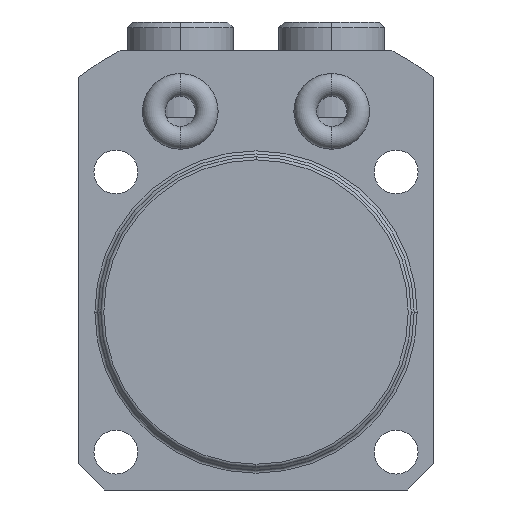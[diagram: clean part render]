
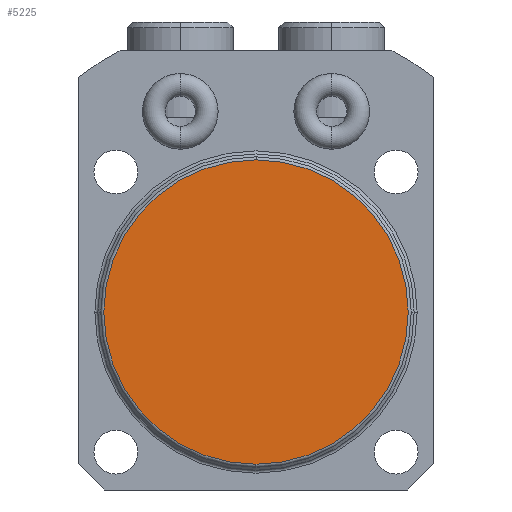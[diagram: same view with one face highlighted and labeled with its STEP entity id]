
A CAD part, front view. The second image highlights one B-rep face of the part: STEP entity #5225.
In plain terms, the highlighted planar face has unit normal (0, -1, 0).
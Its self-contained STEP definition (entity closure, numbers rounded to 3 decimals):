
#1264=CARTESIAN_POINT('',(0.,-50.,0.));
#1265=DIRECTION('',(0.,-1.,0.));
#1266=DIRECTION('',(0.,0.,1.));
#1267=AXIS2_PLACEMENT_3D('',#1264,#1265,#1266);
#1272=CARTESIAN_POINT('',(0.,-50.,0.));
#1273=DIRECTION('',(0.,-1.,0.));
#1274=DIRECTION('',(0.,0.,-1.));
#1275=AXIS2_PLACEMENT_3D('',#1272,#1273,#1274);
#4539=CARTESIAN_POINT('',(0.,-50.,20.1));
#4540=CARTESIAN_POINT('',(0.,-50.,-20.1));
#4541=VERTEX_POINT('',#4539);
#4542=VERTEX_POINT('',#4540);
#5215=CARTESIAN_POINT('',(0.,-50.,0.));
#5216=DIRECTION('',(0.,-1.,0.));
#5217=DIRECTION('',(0.,0.,-1.));
#5218=AXIS2_PLACEMENT_3D('',#5215,#5216,#5217);
#5219=PLANE('',#5218);
#5221=ORIENTED_EDGE('',*,*,#5220,.F.);
#5222=ORIENTED_EDGE('',*,*,#5205,.F.);
#5223=EDGE_LOOP('',(#5221,#5222));
#5224=FACE_OUTER_BOUND('',#5223,.F.);
#5225=ADVANCED_FACE('',(#5224),#5219,.T.);
#1268=CIRCLE('',#1267,20.1);
#1276=CIRCLE('',#1275,20.1);
#5205=EDGE_CURVE('',#4542,#4541,#1276,.T.);
#5220=EDGE_CURVE('',#4541,#4542,#1268,.T.);
